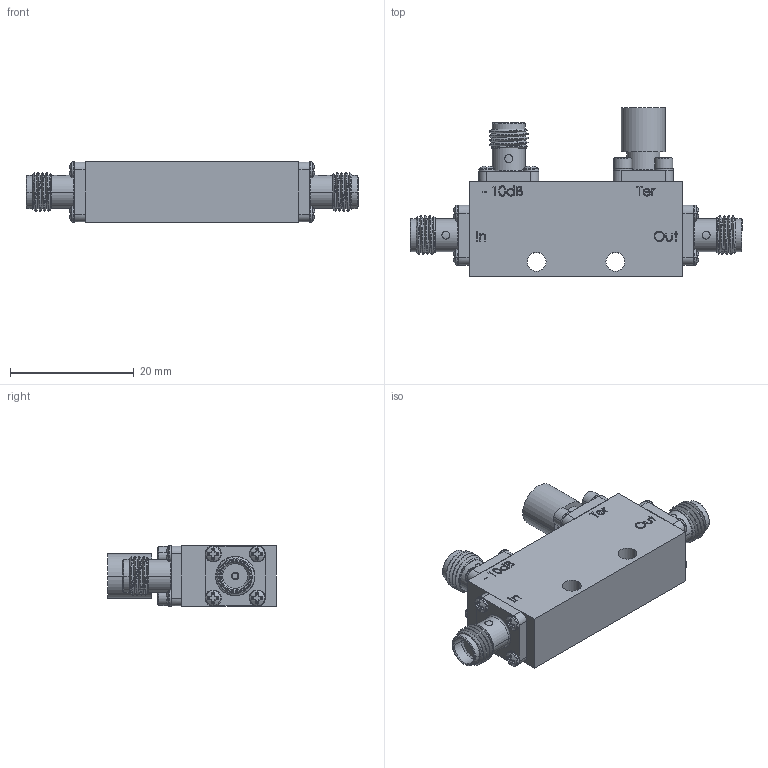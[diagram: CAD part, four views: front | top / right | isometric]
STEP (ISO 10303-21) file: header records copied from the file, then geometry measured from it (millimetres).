
FILE_DESCRIPTION (( 'STEP AP214' ), '1' );
FILE_NAME ('PE2CP1104 - FMCP1104.step', '2020-05-18T18:39:49', ( '' ), ( '' ), 'SwSTEP 2.0', 'SolidWorks 2018', '' );
FILE_SCHEMA (( 'AUTOMOTIVE_DESIGN' ));
Length unit declared in the file: inch
Products named in the file (1): PE2CP1104 - FMCP1104
Bounding box: 53.55 x 27.14 x 9.7 mm (x, y, z)
Volume: 6381.8 mm3; surface area: 4557.1 mm2
Topology: 5 solids, 5 shells, 1023 faces, 2673 edges, 1733 vertices
Faces by surface type: plane 427, cylinder 313, cone 148, bspline 127, torus 8
Entity records: 45915 total; most frequent: CARTESIAN_POINT 19847, ORIENTED_EDGE 5346, DIRECTION 4114, EDGE_CURVE 2673, VERTEX_POINT 1733, AXIS2_PLACEMENT_3D 1503, VECTOR 1108, LINE 1108
